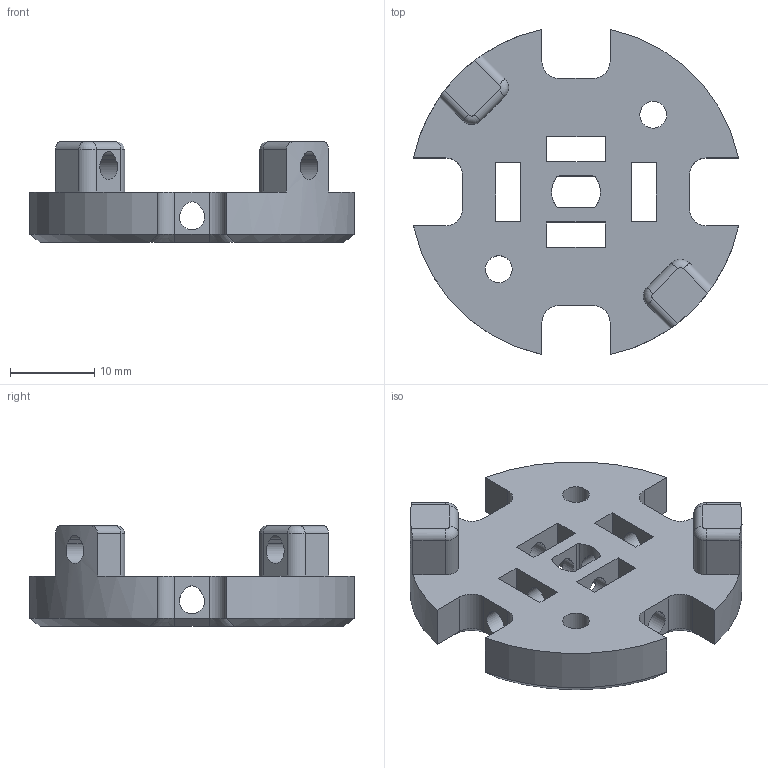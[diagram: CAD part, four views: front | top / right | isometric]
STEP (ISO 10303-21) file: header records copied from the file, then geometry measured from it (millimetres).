
FILE_DESCRIPTION(('STEP AP203'), '1');
FILE_NAME('Motor_wheel_adapter', '', ('UNSPECIFIED'), ('UNSPECIFIED'), 'C3D Converter', 'C3D Toolkit', '');
FILE_SCHEMA(('CONFIG_CONTROL_DESIGN'));
Length unit declared in the file: millimetre
Bounding box: 38.65 x 38.65 x 12 mm (x, y, z)
Volume: 5462.8 mm3; surface area: 3943.3 mm2
Topology: 1 solids, 1 shells, 148 faces, 396 edges, 250 vertices
Faces by surface type: cylinder 70, plane 54, cone 20, torus 4
Full cylindrical faces by diameter (mm): 3.2 x2
Entity records: 5410 total; most frequent: CARTESIAN_POINT 1557, DIRECTION 810, ORIENTED_EDGE 784, EDGE_CURVE 392, AXIS2_PLACEMENT_3D 297, VERTEX_POINT 250, LINE 216, VECTOR 216
